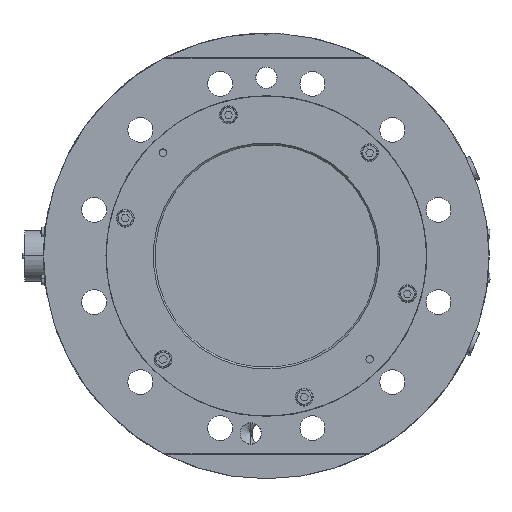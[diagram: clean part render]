
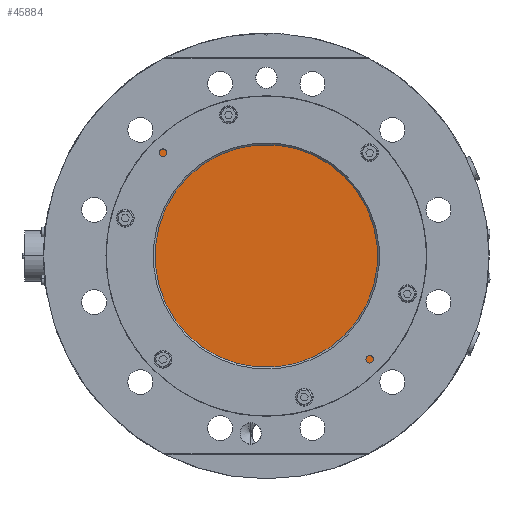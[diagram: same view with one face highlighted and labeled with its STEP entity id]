
A CAD part, front view. The second image highlights one B-rep face of the part: STEP entity #45884.
In plain terms, the highlighted planar face has unit normal (0, -1, 0).
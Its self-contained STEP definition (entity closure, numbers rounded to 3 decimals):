
#1193 = DIRECTION ( 'NONE',  ( 0., -1., 0. ) ) ;
#1218 = CARTESIAN_POINT ( 'NONE',  ( -81.862, -15.9, 21.935 ) ) ;
#2327 = DIRECTION ( 'NONE',  ( -0.966, 0., 0.259 ) ) ;
#2434 = DIRECTION ( 'NONE',  ( 0., -1., 0. ) ) ;
#2558 = EDGE_LOOP ( 'NONE', ( #13596, #9444 ) ) ;
#3931 = VERTEX_POINT ( 'NONE', #17980 ) ;
#4618 = CARTESIAN_POINT ( 'NONE',  ( 79.206, -15.9, -21.223 ) ) ;
#4796 = DIRECTION ( 'NONE',  ( -0.707, 0., -0.707 ) ) ;
#6121 = CARTESIAN_POINT ( 'NONE',  ( 81.862, -15.9, -21.935 ) ) ;
#6189 = EDGE_LOOP ( 'NONE', ( #61921, #53031 ) ) ;
#6659 = EDGE_LOOP ( 'NONE', ( #37745, #25424 ) ) ;
#7313 = ORIENTED_EDGE ( 'NONE', *, *, #25461, .F. ) ;
#7670 = DIRECTION ( 'NONE',  ( 0., -1., 0. ) ) ;
#7752 = CIRCLE ( 'NONE', #52424, 2.75 ) ;
#7914 = CARTESIAN_POINT ( 'NONE',  ( -55.326, -15.9, -58.695 ) ) ;
#7982 = DIRECTION ( 'NONE',  ( 0., -1., 0. ) ) ;
#8625 = ORIENTED_EDGE ( 'NONE', *, *, #34985, .T. ) ;
#8905 = EDGE_CURVE ( 'NONE', #48229, #26827, #11040, .T. ) ;
#9060 = AXIS2_PLACEMENT_3D ( 'NONE', #63308, #32836, #2327 ) ;
#9444 = ORIENTED_EDGE ( 'NONE', *, *, #43315, .F. ) ;
#9747 = DIRECTION ( 'NONE',  ( 0.966, 0., -0.259 ) ) ;
#10931 = ORIENTED_EDGE ( 'NONE', *, *, #51714, .F. ) ;
#11040 = CIRCLE ( 'NONE', #29156, 2.75 ) ;
#11505 = AXIS2_PLACEMENT_3D ( 'NONE', #28372, #63906, #33443 ) ;
#12094 = ORIENTED_EDGE ( 'NONE', *, *, #8905, .F. ) ;
#12559 = EDGE_CURVE ( 'NONE', #61826, #47246, #57579, .T. ) ;
#13099 = FACE_BOUND ( 'NONE', #6659, .T. ) ;
#13196 = CARTESIAN_POINT ( 'NONE',  ( -23.879, -15.9, 79.918 ) ) ;
#13596 = ORIENTED_EDGE ( 'NONE', *, *, #33780, .F. ) ;
#14705 = FACE_BOUND ( 'NONE', #15543, .T. ) ;
#15422 = AXIS2_PLACEMENT_3D ( 'NONE', #20465, #55987, #25551 ) ;
#15543 = EDGE_LOOP ( 'NONE', ( #63277, #41311 ) ) ;
#16409 = CARTESIAN_POINT ( 'NONE',  ( -21.223, -15.9, 79.206 ) ) ;
#17857 = EDGE_LOOP ( 'NONE', ( #7313, #20571 ) ) ;
#17980 = CARTESIAN_POINT ( 'NONE',  ( 86.45, -15.9, -23.164 ) ) ;
#18012 = EDGE_CURVE ( 'NONE', #47246, #61826, #26280, .T. ) ;
#18380 = AXIS2_PLACEMENT_3D ( 'NONE', #65735, #35310, #4796 ) ;
#20465 = CARTESIAN_POINT ( 'NONE',  ( 0., -15.9, 0. ) ) ;
#20571 = ORIENTED_EDGE ( 'NONE', *, *, #36719, .F. ) ;
#21554 = DIRECTION ( 'NONE',  ( -0.259, 0., 0.966 ) ) ;
#22035 = EDGE_LOOP ( 'NONE', ( #10931, #12094 ) ) ;
#22614 = CIRCLE ( 'NONE', #64259, 2.75 ) ;
#22703 = CIRCLE ( 'NONE', #51956, 2.75 ) ;
#22789 = PLANE ( 'NONE',  #41047 ) ;
#23113 = DIRECTION ( 'NONE',  ( 0., -1., 0. ) ) ;
#23222 = EDGE_CURVE ( 'NONE', #34827, #50620, #51045, .T. ) ;
#24762 = CARTESIAN_POINT ( 'NONE',  ( -18.567, -15.9, 78.494 ) ) ;
#25424 = ORIENTED_EDGE ( 'NONE', *, *, #23222, .F. ) ;
#25461 = EDGE_CURVE ( 'NONE', #61079, #47750, #31684, .T. ) ;
#25551 = DIRECTION ( 'NONE',  ( -0.966, 0., 0.259 ) ) ;
#25631 = VERTEX_POINT ( 'NONE', #6121 ) ;
#25815 = CARTESIAN_POINT ( 'NONE',  ( -21.223, -15.9, 79.206 ) ) ;
#26058 = DIRECTION ( 'NONE',  ( 0., -1., 0. ) ) ;
#26247 = CARTESIAN_POINT ( 'NONE',  ( 18.567, -15.9, -78.494 ) ) ;
#26280 = CIRCLE ( 'NONE', #9060, 2.75 ) ;
#26676 = FACE_BOUND ( 'NONE', #17857, .T. ) ;
#26827 = VERTEX_POINT ( 'NONE', #26247 ) ;
#27821 = DIRECTION ( 'NONE',  ( 0., -1., 0. ) ) ;
#28015 = CIRCLE ( 'NONE', #44344, 2.75 ) ;
#28332 = CARTESIAN_POINT ( 'NONE',  ( 57.983, -15.9, 57.983 ) ) ;
#28372 = CARTESIAN_POINT ( 'NONE',  ( 57.983, -15.9, 57.983 ) ) ;
#29156 = AXIS2_PLACEMENT_3D ( 'NONE', #56485, #26058, #61587 ) ;
#30878 = DIRECTION ( 'NONE',  ( -0.259, 0., 0.966 ) ) ;
#31084 = CARTESIAN_POINT ( 'NONE',  ( 55.326, -15.9, 58.695 ) ) ;
#31260 = CIRCLE ( 'NONE', #11505, 2.75 ) ;
#31684 = CIRCLE ( 'NONE', #18380, 2.75 ) ;
#31729 = CARTESIAN_POINT ( 'NONE',  ( 79.206, -15.9, -21.223 ) ) ;
#31840 = EDGE_CURVE ( 'NONE', #63926, #25631, #54489, .T. ) ;
#32430 = EDGE_CURVE ( 'NONE', #25631, #63926, #22614, .T. ) ;
#32836 = DIRECTION ( 'NONE',  ( 0., -1., 0. ) ) ;
#33395 = DIRECTION ( 'NONE',  ( 0.707, 0., 0.707 ) ) ;
#33443 = DIRECTION ( 'NONE',  ( 0.707, 0., 0.707 ) ) ;
#33780 = EDGE_CURVE ( 'NONE', #35737, #48611, #28015, .T. ) ;
#34472 = EDGE_CURVE ( 'NONE', #3931, #56976, #63708, .T. ) ;
#34827 = VERTEX_POINT ( 'NONE', #61371 ) ;
#34985 = EDGE_CURVE ( 'NONE', #56976, #3931, #49352, .T. ) ;
#35310 = DIRECTION ( 'NONE',  ( 0., -1., 0. ) ) ;
#35737 = VERTEX_POINT ( 'NONE', #13196 ) ;
#36719 = EDGE_CURVE ( 'NONE', #47750, #61079, #37176, .T. ) ;
#36829 = DIRECTION ( 'NONE',  ( 0.966, 0., -0.259 ) ) ;
#37044 = CARTESIAN_POINT ( 'NONE',  ( -86.45, -15.9, 23.164 ) ) ;
#37176 = CIRCLE ( 'NONE', #56438, 2.75 ) ;
#37745 = ORIENTED_EDGE ( 'NONE', *, *, #53000, .F. ) ;
#38072 = DIRECTION ( 'NONE',  ( -0.966, 0., 0.259 ) ) ;
#38174 = CARTESIAN_POINT ( 'NONE',  ( 21.223, -15.9, -79.206 ) ) ;
#38356 = AXIS2_PLACEMENT_3D ( 'NONE', #38504, #7982, #43644 ) ;
#38504 = CARTESIAN_POINT ( 'NONE',  ( 0., -15.9, 0. ) ) ;
#38556 = FACE_OUTER_BOUND ( 'NONE', #45284, .T. ) ;
#40150 = FACE_BOUND ( 'NONE', #22035, .T. ) ;
#40247 = DIRECTION ( 'NONE',  ( 0., -1., 0. ) ) ;
#41047 = AXIS2_PLACEMENT_3D ( 'NONE', #42979, #2434, #38072 ) ;
#41311 = ORIENTED_EDGE ( 'NONE', *, *, #32430, .F. ) ;
#41418 = CARTESIAN_POINT ( 'NONE',  ( -76.55, -15.9, 20.511 ) ) ;
#42979 = CARTESIAN_POINT ( 'NONE',  ( 0., -15.9, 0. ) ) ;
#43050 = CARTESIAN_POINT ( 'NONE',  ( 23.879, -15.9, -79.918 ) ) ;
#43069 = CARTESIAN_POINT ( 'NONE',  ( -60.639, -15.9, -57.271 ) ) ;
#43172 = ORIENTED_EDGE ( 'NONE', *, *, #34472, .T. ) ;
#43315 = EDGE_CURVE ( 'NONE', #48611, #35737, #7752, .T. ) ;
#43323 = DIRECTION ( 'NONE',  ( 0.259, 0., -0.966 ) ) ;
#43644 = DIRECTION ( 'NONE',  ( -0.966, 0., 0.259 ) ) ;
#44344 = AXIS2_PLACEMENT_3D ( 'NONE', #16409, #51975, #21554 ) ;
#45058 = AXIS2_PLACEMENT_3D ( 'NONE', #4618, #40247, #9747 ) ;
#45078 = CARTESIAN_POINT ( 'NONE',  ( 76.55, -15.9, -20.511 ) ) ;
#45284 = EDGE_LOOP ( 'NONE', ( #43172, #8625 ) ) ;
#45884 = ADVANCED_FACE ( 'NONE', ( #26676, #40150, #14705, #13099, #65565, #52108, #38556 ), #22789, .T. ) ;
#47246 = VERTEX_POINT ( 'NONE', #41418 ) ;
#47750 = VERTEX_POINT ( 'NONE', #7914 ) ;
#48229 = VERTEX_POINT ( 'NONE', #43050 ) ;
#48611 = VERTEX_POINT ( 'NONE', #24762 ) ;
#49352 = CIRCLE ( 'NONE', #15422, 89.5 ) ;
#50620 = VERTEX_POINT ( 'NONE', #31084 ) ;
#51045 = CIRCLE ( 'NONE', #52352, 2.75 ) ;
#51714 = EDGE_CURVE ( 'NONE', #26827, #48229, #22703, .T. ) ;
#51956 = AXIS2_PLACEMENT_3D ( 'NONE', #38174, #7670, #43323 ) ;
#51975 = DIRECTION ( 'NONE',  ( 0., -1., 0. ) ) ;
#52108 = FACE_BOUND ( 'NONE', #6189, .T. ) ;
#52352 = AXIS2_PLACEMENT_3D ( 'NONE', #28332, #63861, #33395 ) ;
#52424 = AXIS2_PLACEMENT_3D ( 'NONE', #25815, #61353, #30878 ) ;
#53000 = EDGE_CURVE ( 'NONE', #50620, #34827, #31260, .T. ) ;
#53031 = ORIENTED_EDGE ( 'NONE', *, *, #18012, .F. ) ;
#53529 = CARTESIAN_POINT ( 'NONE',  ( -79.206, -15.9, 21.223 ) ) ;
#54489 = CIRCLE ( 'NONE', #45058, 2.75 ) ;
#55987 = DIRECTION ( 'NONE',  ( 0., -1., 0. ) ) ;
#56438 = AXIS2_PLACEMENT_3D ( 'NONE', #58267, #27821, #63365 ) ;
#56485 = CARTESIAN_POINT ( 'NONE',  ( 21.223, -15.9, -79.206 ) ) ;
#56976 = VERTEX_POINT ( 'NONE', #37044 ) ;
#57579 = CIRCLE ( 'NONE', #59183, 2.75 ) ;
#58267 = CARTESIAN_POINT ( 'NONE',  ( -57.983, -15.9, -57.983 ) ) ;
#58645 = DIRECTION ( 'NONE',  ( -0.966, 0., 0.259 ) ) ;
#59183 = AXIS2_PLACEMENT_3D ( 'NONE', #53529, #23113, #58645 ) ;
#61079 = VERTEX_POINT ( 'NONE', #43069 ) ;
#61353 = DIRECTION ( 'NONE',  ( 0., -1., 0. ) ) ;
#61371 = CARTESIAN_POINT ( 'NONE',  ( 60.639, -15.9, 57.271 ) ) ;
#61587 = DIRECTION ( 'NONE',  ( 0.259, 0., -0.966 ) ) ;
#61826 = VERTEX_POINT ( 'NONE', #1218 ) ;
#61921 = ORIENTED_EDGE ( 'NONE', *, *, #12559, .F. ) ;
#63277 = ORIENTED_EDGE ( 'NONE', *, *, #31840, .F. ) ;
#63308 = CARTESIAN_POINT ( 'NONE',  ( -79.206, -15.9, 21.223 ) ) ;
#63365 = DIRECTION ( 'NONE',  ( -0.707, 0., -0.707 ) ) ;
#63708 = CIRCLE ( 'NONE', #38356, 89.5 ) ;
#63861 = DIRECTION ( 'NONE',  ( 0., -1., 0. ) ) ;
#63906 = DIRECTION ( 'NONE',  ( 0., -1., 0. ) ) ;
#63926 = VERTEX_POINT ( 'NONE', #45078 ) ;
#64259 = AXIS2_PLACEMENT_3D ( 'NONE', #31729, #1193, #36829 ) ;
#65565 = FACE_BOUND ( 'NONE', #2558, .T. ) ;
#65735 = CARTESIAN_POINT ( 'NONE',  ( -57.983, -15.9, -57.983 ) ) ;
